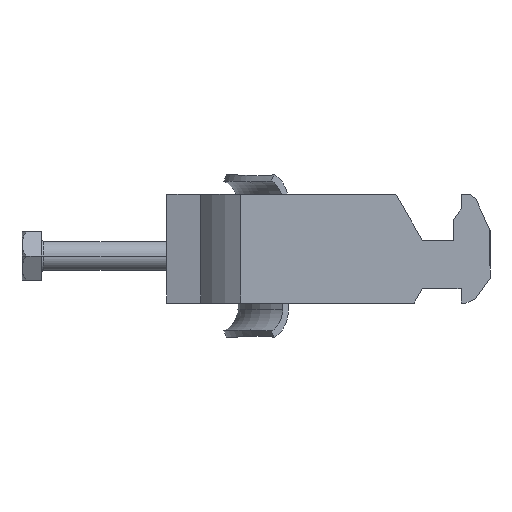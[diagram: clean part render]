
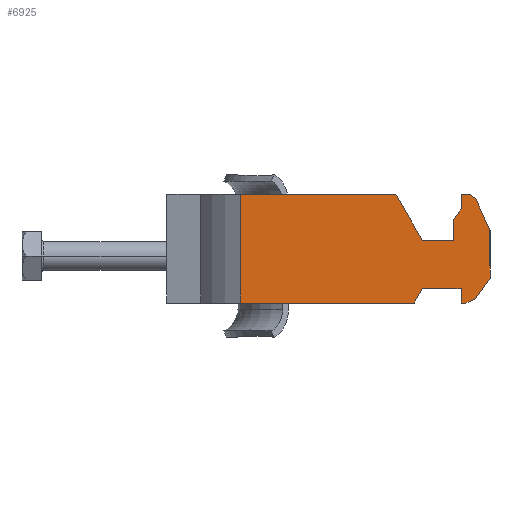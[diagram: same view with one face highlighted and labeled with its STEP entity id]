
A CAD part, left-side view. The second image highlights one B-rep face of the part: STEP entity #6925.
In plain terms, the highlighted planar face has unit normal (-1, 0, 0).
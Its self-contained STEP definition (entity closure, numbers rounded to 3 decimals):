
#58 = ORIENTED_EDGE ( 'NONE', *, *, #7340, .F. ) ;
#313 = VERTEX_POINT ( 'NONE', #7781 ) ;
#665 = ORIENTED_EDGE ( 'NONE', *, *, #3840, .F. ) ;
#709 = VECTOR ( 'NONE', #8051, 1000. ) ;
#713 = DIRECTION ( 'NONE',  ( 0., -0.766, -0.643 ) ) ;
#774 = VECTOR ( 'NONE', #9729, 1000. ) ;
#802 = LINE ( 'NONE', #4987, #2846 ) ;
#1429 = VECTOR ( 'NONE', #5894, 1000. ) ;
#1641 = CARTESIAN_POINT ( 'NONE',  ( -19.5, -86.473, -8.446 ) ) ;
#1775 = VECTOR ( 'NONE', #713, 1000. ) ;
#1826 = CARTESIAN_POINT ( 'NONE',  ( -19.5, -103., -8.25 ) ) ;
#1984 = VECTOR ( 'NONE', #7895, 1000. ) ;
#2027 = DIRECTION ( 'NONE',  ( 0., 0., 1. ) ) ;
#2234 = CARTESIAN_POINT ( 'NONE',  ( -19.5, -61., 11.25 ) ) ;
#2266 = LINE ( 'NONE', #1826, #1429 ) ;
#2300 = FACE_OUTER_BOUND ( 'NONE', #5569, .T. ) ;
#2350 = CARTESIAN_POINT ( 'NONE',  ( -19.5, -64., -10.36 ) ) ;
#2389 = LINE ( 'NONE', #7267, #12168 ) ;
#2573 = VECTOR ( 'NONE', #6297, 1000. ) ;
#2595 = EDGE_CURVE ( 'NONE', #11914, #313, #5535, .T. ) ;
#2715 = LINE ( 'NONE', #1641, #1775 ) ;
#2744 = EDGE_CURVE ( 'NONE', #9105, #7296, #6800, .T. ) ;
#2747 = ORIENTED_EDGE ( 'NONE', *, *, #7600, .F. ) ;
#2811 = DIRECTION ( 'NONE',  ( 0., 1., 0. ) ) ;
#2846 = VECTOR ( 'NONE', #9966, 1000. ) ;
#2868 = EDGE_CURVE ( 'NONE', #6585, #8054, #10686, .T. ) ;
#3202 = DIRECTION ( 'NONE',  ( 0., 0., -1. ) ) ;
#3224 = VERTEX_POINT ( 'NONE', #5374 ) ;
#3293 = VECTOR ( 'NONE', #5155, 1000. ) ;
#3385 = VERTEX_POINT ( 'NONE', #6061 ) ;
#3412 = CARTESIAN_POINT ( 'NONE',  ( -19.5, -103., 11.25 ) ) ;
#3736 = VECTOR ( 'NONE', #8266, 1000. ) ;
#3840 = EDGE_CURVE ( 'NONE', #10826, #8054, #6551, .T. ) ;
#3942 = CARTESIAN_POINT ( 'NONE',  ( -19.5, -59.5, 1.75 ) ) ;
#4024 = CARTESIAN_POINT ( 'NONE',  ( -19.5, -59.5, 11.25 ) ) ;
#4106 = EDGE_CURVE ( 'NONE', #3385, #11914, #10912, .T. ) ;
#4236 = EDGE_CURVE ( 'NONE', #8095, #10293, #8019, .T. ) ;
#4237 = ORIENTED_EDGE ( 'NONE', *, *, #7084, .F. ) ;
#4298 = EDGE_CURVE ( 'NONE', #3224, #11533, #9006, .T. ) ;
#4301 = CARTESIAN_POINT ( 'NONE',  ( -19.5, -61., -8.25 ) ) ;
#4426 = PLANE ( 'NONE',  #6129 ) ;
#4460 = DIRECTION ( 'NONE',  ( 0., 1., 0. ) ) ;
#4492 = CARTESIAN_POINT ( 'NONE',  ( -19.5, -53., -8.25 ) ) ;
#4509 = CARTESIAN_POINT ( 'NONE',  ( -19.5, -61., 8.25 ) ) ;
#4584 = ORIENTED_EDGE ( 'NONE', *, *, #5086, .F. ) ;
#4587 = ORIENTED_EDGE ( 'NONE', *, *, #13048, .F. ) ;
#4827 = VECTOR ( 'NONE', #12089, 1000. ) ;
#4987 = CARTESIAN_POINT ( 'NONE',  ( -19.5, -103., -11.25 ) ) ;
#5026 = EDGE_CURVE ( 'NONE', #6443, #3385, #10357, .T. ) ;
#5086 = EDGE_CURVE ( 'NONE', #313, #3224, #2389, .T. ) ;
#5149 = CARTESIAN_POINT ( 'NONE',  ( -19.5, -61., 11.25 ) ) ;
#5155 = DIRECTION ( 'NONE',  ( 0., 0., 1. ) ) ;
#5187 = DIRECTION ( 'NONE',  ( 0., 0.5, -0.866 ) ) ;
#5190 = CARTESIAN_POINT ( 'NONE',  ( -19.5, -59.5, 6.108 ) ) ;
#5203 = VECTOR ( 'NONE', #5187, 1000. ) ;
#5374 = CARTESIAN_POINT ( 'NONE',  ( -19.5, -61., -11.25 ) ) ;
#5442 = LINE ( 'NONE', #9346, #5203 ) ;
#5535 = LINE ( 'NONE', #12588, #10461 ) ;
#5544 = EDGE_CURVE ( 'NONE', #8536, #12535, #5442, .T. ) ;
#5569 = EDGE_LOOP ( 'NONE', ( #11791, #4237, #8348, #4584, #7941, #5604, #11983, #4587, #2747, #11514, #665, #8065, #11638, #12212, #12713, #6549, #8691, #58 ) ) ;
#5604 = ORIENTED_EDGE ( 'NONE', *, *, #4106, .F. ) ;
#5805 = DIRECTION ( 'NONE',  ( 0., 1., 0. ) ) ;
#5894 = DIRECTION ( 'NONE',  ( 0., 1., 0. ) ) ;
#6061 = CARTESIAN_POINT ( 'NONE',  ( -19.5, -67., -6.075 ) ) ;
#6129 = AXIS2_PLACEMENT_3D ( 'NONE', #3412, #8535, #7477 ) ;
#6209 = VERTEX_POINT ( 'NONE', #6926 ) ;
#6297 = DIRECTION ( 'NONE',  ( 0., 0., 1. ) ) ;
#6327 = VECTOR ( 'NONE', #9737, 1000. ) ;
#6363 = CARTESIAN_POINT ( 'NONE',  ( -19.5, -63., 11.25 ) ) ;
#6443 = VERTEX_POINT ( 'NONE', #9885 ) ;
#6549 = ORIENTED_EDGE ( 'NONE', *, *, #2744, .T. ) ;
#6551 = LINE ( 'NONE', #2234, #2573 ) ;
#6585 = VERTEX_POINT ( 'NONE', #6363 ) ;
#6800 = LINE ( 'NONE', #11735, #11200 ) ;
#6925 = ADVANCED_FACE ( 'NONE', ( #2300 ), #4426, .F. ) ;
#6926 = CARTESIAN_POINT ( 'NONE',  ( -19.5, -15.314, -11.25 ) ) ;
#7033 = LINE ( 'NONE', #10258, #3293 ) ;
#7052 = LINE ( 'NONE', #13044, #709 ) ;
#7084 = EDGE_CURVE ( 'NONE', #11533, #8536, #2266, .T. ) ;
#7267 = CARTESIAN_POINT ( 'NONE',  ( -19.5, -103., -11.25 ) ) ;
#7296 = VERTEX_POINT ( 'NONE', #12644 ) ;
#7340 = EDGE_CURVE ( 'NONE', #12535, #6209, #802, .T. ) ;
#7459 = DIRECTION ( 'NONE',  ( 0., 0.914, -0.407 ) ) ;
#7477 = DIRECTION ( 'NONE',  ( 0., 1., 0. ) ) ;
#7490 = EDGE_CURVE ( 'NONE', #10293, #10826, #7052, .T. ) ;
#7555 = EDGE_CURVE ( 'NONE', #9105, #11429, #10725, .T. ) ;
#7600 = EDGE_CURVE ( 'NONE', #6585, #8286, #2715, .T. ) ;
#7622 = VECTOR ( 'NONE', #2811, 1000. ) ;
#7675 = CARTESIAN_POINT ( 'NONE',  ( -19.5, -70.169, -3.367 ) ) ;
#7781 = CARTESIAN_POINT ( 'NONE',  ( -19.5, -62., -11.25 ) ) ;
#7895 = DIRECTION ( 'NONE',  ( 0., -0.5, -0.866 ) ) ;
#7941 = ORIENTED_EDGE ( 'NONE', *, *, #2595, .F. ) ;
#8019 = LINE ( 'NONE', #4024, #12828 ) ;
#8051 = DIRECTION ( 'NONE',  ( 0., -0.574, 0.819 ) ) ;
#8054 = VERTEX_POINT ( 'NONE', #12797 ) ;
#8065 = ORIENTED_EDGE ( 'NONE', *, *, #7490, .F. ) ;
#8095 = VERTEX_POINT ( 'NONE', #3942 ) ;
#8266 = DIRECTION ( 'NONE',  ( 0., -1., 0. ) ) ;
#8286 = VERTEX_POINT ( 'NONE', #9396 ) ;
#8348 = ORIENTED_EDGE ( 'NONE', *, *, #4298, .F. ) ;
#8387 = VECTOR ( 'NONE', #3202, 1000. ) ;
#8389 = LINE ( 'NONE', #12512, #3736 ) ;
#8535 = DIRECTION ( 'NONE',  ( 1., 0., 0. ) ) ;
#8536 = VERTEX_POINT ( 'NONE', #4492 ) ;
#8691 = ORIENTED_EDGE ( 'NONE', *, *, #11726, .F. ) ;
#9006 = LINE ( 'NONE', #5149, #4827 ) ;
#9105 = VERTEX_POINT ( 'NONE', #11065 ) ;
#9346 = CARTESIAN_POINT ( 'NONE',  ( -19.5, -73.944, 28.026 ) ) ;
#9396 = CARTESIAN_POINT ( 'NONE',  ( -19.5, -64.055, 10.365 ) ) ;
#9533 = CARTESIAN_POINT ( 'NONE',  ( -19.5, -51.268, -11.25 ) ) ;
#9677 = CARTESIAN_POINT ( 'NONE',  ( -19.5, -61.386, -12.776 ) ) ;
#9729 = DIRECTION ( 'NONE',  ( 0., -0.407, -0.914 ) ) ;
#9737 = DIRECTION ( 'NONE',  ( 0., 0.574, -0.819 ) ) ;
#9862 = LINE ( 'NONE', #7675, #774 ) ;
#9885 = CARTESIAN_POINT ( 'NONE',  ( -19.5, -67., 3.75 ) ) ;
#9966 = DIRECTION ( 'NONE',  ( 0., 1., 0. ) ) ;
#10258 = CARTESIAN_POINT ( 'NONE',  ( -19.5, -15.314, 11.25 ) ) ;
#10293 = VERTEX_POINT ( 'NONE', #5190 ) ;
#10357 = LINE ( 'NONE', #10481, #8387 ) ;
#10461 = VECTOR ( 'NONE', #7459, 1000. ) ;
#10481 = CARTESIAN_POINT ( 'NONE',  ( -19.5, -67., 11.25 ) ) ;
#10686 = LINE ( 'NONE', #12922, #7622 ) ;
#10712 = CARTESIAN_POINT ( 'NONE',  ( -19.5, -86.984, 22.465 ) ) ;
#10725 = LINE ( 'NONE', #9677, #1984 ) ;
#10826 = VERTEX_POINT ( 'NONE', #4509 ) ;
#10912 = LINE ( 'NONE', #10712, #6327 ) ;
#11065 = CARTESIAN_POINT ( 'NONE',  ( -19.5, -47.515, 11.25 ) ) ;
#11200 = VECTOR ( 'NONE', #5805, 1000. ) ;
#11429 = VERTEX_POINT ( 'NONE', #13037 ) ;
#11514 = ORIENTED_EDGE ( 'NONE', *, *, #2868, .T. ) ;
#11533 = VERTEX_POINT ( 'NONE', #4301 ) ;
#11638 = ORIENTED_EDGE ( 'NONE', *, *, #4236, .F. ) ;
#11726 = EDGE_CURVE ( 'NONE', #6209, #7296, #7033, .T. ) ;
#11735 = CARTESIAN_POINT ( 'NONE',  ( -19.5, -103., 11.25 ) ) ;
#11791 = ORIENTED_EDGE ( 'NONE', *, *, #5544, .F. ) ;
#11914 = VERTEX_POINT ( 'NONE', #2350 ) ;
#11983 = ORIENTED_EDGE ( 'NONE', *, *, #5026, .F. ) ;
#12089 = DIRECTION ( 'NONE',  ( 0., 0., 1. ) ) ;
#12168 = VECTOR ( 'NONE', #4460, 1000. ) ;
#12212 = ORIENTED_EDGE ( 'NONE', *, *, #12305, .F. ) ;
#12305 = EDGE_CURVE ( 'NONE', #11429, #8095, #8389, .T. ) ;
#12512 = CARTESIAN_POINT ( 'NONE',  ( -19.5, -103., 1.75 ) ) ;
#12535 = VERTEX_POINT ( 'NONE', #9533 ) ;
#12588 = CARTESIAN_POINT ( 'NONE',  ( -19.5, -104.578, 7.707 ) ) ;
#12644 = CARTESIAN_POINT ( 'NONE',  ( -19.5, -15.314, 11.25 ) ) ;
#12713 = ORIENTED_EDGE ( 'NONE', *, *, #7555, .F. ) ;
#12797 = CARTESIAN_POINT ( 'NONE',  ( -19.5, -61., 11.25 ) ) ;
#12828 = VECTOR ( 'NONE', #2027, 1000. ) ;
#12922 = CARTESIAN_POINT ( 'NONE',  ( -19.5, -103., 11.25 ) ) ;
#13037 = CARTESIAN_POINT ( 'NONE',  ( -19.5, -53., 1.75 ) ) ;
#13044 = CARTESIAN_POINT ( 'NONE',  ( -19.5, -76.227, 29.997 ) ) ;
#13048 = EDGE_CURVE ( 'NONE', #8286, #6443, #9862, .T. ) ;
